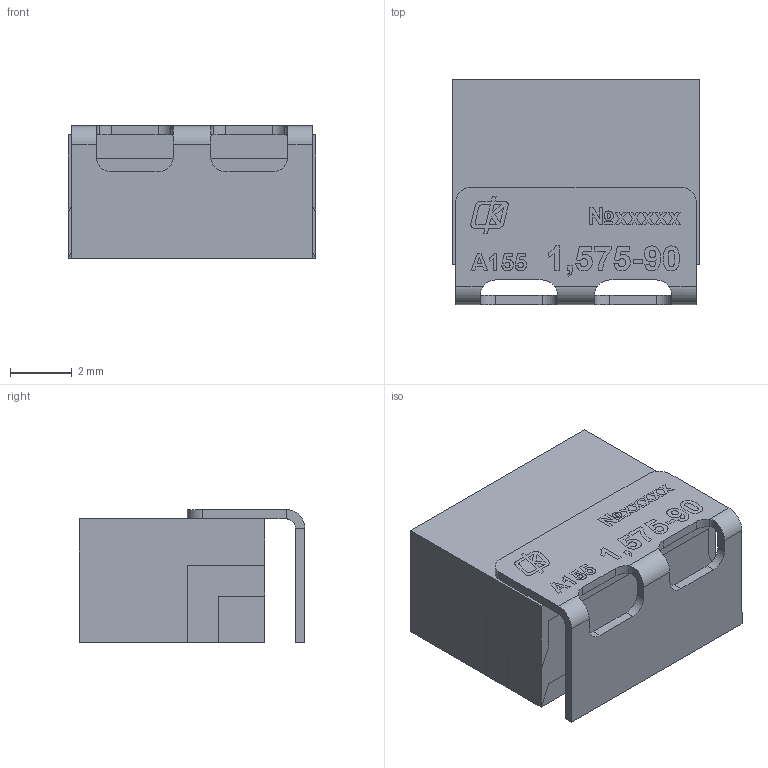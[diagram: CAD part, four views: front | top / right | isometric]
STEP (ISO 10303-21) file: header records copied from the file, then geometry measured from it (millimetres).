
FILE_DESCRIPTION(('STEP AP203'), '1');
FILE_NAME('ÍØÁÀ.434834.035-00.01_Ôèëüòð ÔÊÏ1-235-1,575-90', '', ('UNSPECIFIED'), ('UNSPECIFIED'), 'ASCON STEP Converter 1.6', 'ASCON Math Kernel', '');
FILE_SCHEMA(('CONFIG_CONTROL_DESIGN'));
Length unit declared in the file: millimetre
Products named in the file (1): НШБА.434834.035-00.01_Фильтр ФКП1-235-1,575-90
Bounding box: 8 x 7.3 x 4.3 mm (x, y, z)
Volume: 207.2 mm3; surface area: 284.2 mm2
Topology: 1 solids, 1 shells, 356 faces, 957 edges, 628 vertices
Faces by surface type: plane 252, bspline 81, cylinder 23
Entity records: 21037 total; most frequent: CARTESIAN_POINT 9872, ORIENTED_EDGE 1914, DIRECTION 1331, EDGE_CURVE 957, LINE 687, VECTOR 687, VERTEX_POINT 628, FACE_BOUND 385
